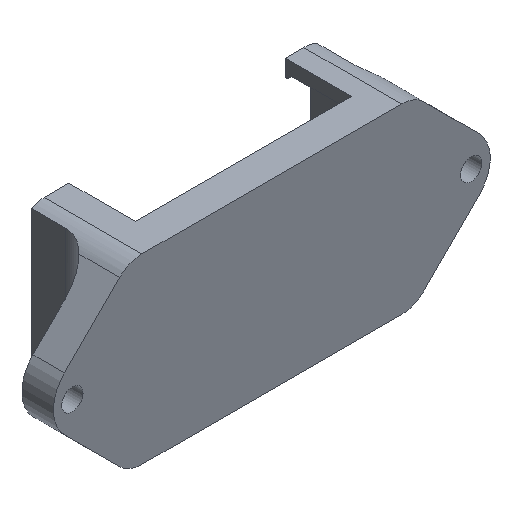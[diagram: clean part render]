
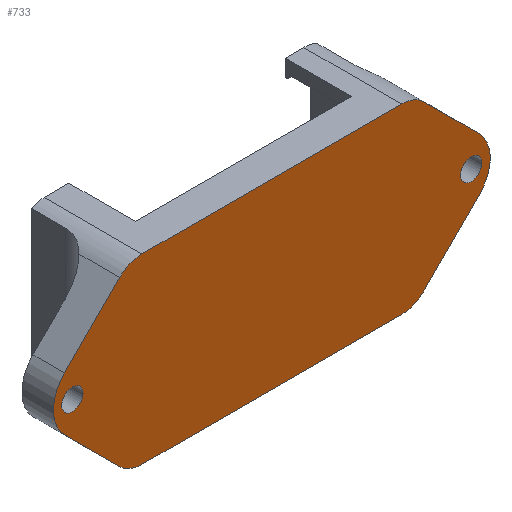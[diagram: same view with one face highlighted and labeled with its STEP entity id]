
A CAD part, isometric view. The second image highlights one B-rep face of the part: STEP entity #733.
In plain terms, the highlighted planar face has unit normal (0, -1, 0).
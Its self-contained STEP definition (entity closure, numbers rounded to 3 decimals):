
#17=FACE_BOUND('',#108,.T.);
#18=FACE_BOUND('',#109,.T.);
#36=PLANE('',#806);
#67=FACE_OUTER_BOUND('',#107,.T.);
#107=EDGE_LOOP('',(#575,#576,#577,#578,#579,#580,#581,#582,#583,#584,#585,
#586));
#108=EDGE_LOOP('',(#587));
#109=EDGE_LOOP('',(#588));
#176=LINE('',#1226,#252);
#177=LINE('',#1230,#253);
#178=LINE('',#1234,#254);
#179=LINE('',#1238,#255);
#180=LINE('',#1242,#256);
#181=LINE('',#1245,#257);
#252=VECTOR('',#958,10.);
#253=VECTOR('',#961,10.);
#254=VECTOR('',#964,10.);
#255=VECTOR('',#967,10.);
#256=VECTOR('',#970,10.);
#257=VECTOR('',#973,10.);
#299=CIRCLE('',#805,5.);
#300=CIRCLE('',#807,5.);
#301=CIRCLE('',#808,6.);
#302=CIRCLE('',#809,5.);
#303=CIRCLE('',#810,5.);
#304=CIRCLE('',#811,6.);
#305=CIRCLE('',#812,1.7);
#306=CIRCLE('',#813,1.7);
#361=VERTEX_POINT('',#1218);
#362=VERTEX_POINT('',#1220);
#363=VERTEX_POINT('',#1225);
#364=VERTEX_POINT('',#1227);
#365=VERTEX_POINT('',#1229);
#366=VERTEX_POINT('',#1231);
#367=VERTEX_POINT('',#1233);
#368=VERTEX_POINT('',#1235);
#369=VERTEX_POINT('',#1237);
#370=VERTEX_POINT('',#1239);
#371=VERTEX_POINT('',#1241);
#372=VERTEX_POINT('',#1243);
#373=VERTEX_POINT('',#1246);
#374=VERTEX_POINT('',#1248);
#446=EDGE_CURVE('',#361,#362,#299,.T.);
#449=EDGE_CURVE('',#361,#363,#176,.T.);
#450=EDGE_CURVE('',#364,#363,#300,.T.);
#451=EDGE_CURVE('',#364,#365,#177,.T.);
#452=EDGE_CURVE('',#366,#365,#301,.T.);
#453=EDGE_CURVE('',#366,#367,#178,.T.);
#454=EDGE_CURVE('',#368,#367,#302,.T.);
#455=EDGE_CURVE('',#368,#369,#179,.T.);
#456=EDGE_CURVE('',#370,#369,#303,.T.);
#457=EDGE_CURVE('',#370,#371,#180,.T.);
#458=EDGE_CURVE('',#372,#371,#304,.T.);
#459=EDGE_CURVE('',#372,#362,#181,.T.);
#460=EDGE_CURVE('',#373,#373,#305,.T.);
#461=EDGE_CURVE('',#374,#374,#306,.T.);
#575=ORIENTED_EDGE('',*,*,#446,.F.);
#576=ORIENTED_EDGE('',*,*,#449,.T.);
#577=ORIENTED_EDGE('',*,*,#450,.F.);
#578=ORIENTED_EDGE('',*,*,#451,.T.);
#579=ORIENTED_EDGE('',*,*,#452,.F.);
#580=ORIENTED_EDGE('',*,*,#453,.T.);
#581=ORIENTED_EDGE('',*,*,#454,.F.);
#582=ORIENTED_EDGE('',*,*,#455,.T.);
#583=ORIENTED_EDGE('',*,*,#456,.F.);
#584=ORIENTED_EDGE('',*,*,#457,.T.);
#585=ORIENTED_EDGE('',*,*,#458,.F.);
#586=ORIENTED_EDGE('',*,*,#459,.T.);
#587=ORIENTED_EDGE('',*,*,#460,.T.);
#588=ORIENTED_EDGE('',*,*,#461,.T.);
#733=ADVANCED_FACE('',(#67,#17,#18),#36,.T.);
#805=AXIS2_PLACEMENT_3D('',#1221,#952,#953);
#806=AXIS2_PLACEMENT_3D('',#1224,#956,#957);
#807=AXIS2_PLACEMENT_3D('',#1228,#959,#960);
#808=AXIS2_PLACEMENT_3D('',#1232,#962,#963);
#809=AXIS2_PLACEMENT_3D('',#1236,#965,#966);
#810=AXIS2_PLACEMENT_3D('',#1240,#968,#969);
#811=AXIS2_PLACEMENT_3D('',#1244,#971,#972);
#812=AXIS2_PLACEMENT_3D('',#1247,#974,#975);
#813=AXIS2_PLACEMENT_3D('',#1249,#976,#977);
#952=DIRECTION('center_axis',(0.,1.,0.));
#953=DIRECTION('ref_axis',(0.383,0.,0.924));
#956=DIRECTION('center_axis',(0.,-1.,0.));
#957=DIRECTION('ref_axis',(0.,0.,-1.));
#958=DIRECTION('',(-1.,0.,0.));
#959=DIRECTION('center_axis',(0.,1.,0.));
#960=DIRECTION('ref_axis',(-0.383,0.,0.924));
#961=DIRECTION('',(-0.707,0.,-0.707));
#962=DIRECTION('center_axis',(0.,1.,0.));
#963=DIRECTION('ref_axis',(-1.,0.,0.));
#964=DIRECTION('',(0.707,0.,-0.707));
#965=DIRECTION('center_axis',(0.,1.,0.));
#966=DIRECTION('ref_axis',(-0.383,0.,-0.924));
#967=DIRECTION('',(1.,0.,0.));
#968=DIRECTION('center_axis',(0.,1.,0.));
#969=DIRECTION('ref_axis',(0.383,0.,-0.924));
#970=DIRECTION('',(0.707,0.,0.707));
#971=DIRECTION('center_axis',(0.,1.,0.));
#972=DIRECTION('ref_axis',(1.,0.,0.));
#973=DIRECTION('',(-0.707,0.,0.707));
#974=DIRECTION('center_axis',(0.,1.,0.));
#975=DIRECTION('ref_axis',(-1.,0.,0.));
#976=DIRECTION('center_axis',(0.,1.,0.));
#977=DIRECTION('ref_axis',(-1.,0.,0.));
#1218=CARTESIAN_POINT('',(43.229,-1.,0.));
#1220=CARTESIAN_POINT('',(46.764,-1.,-1.464));
#1221=CARTESIAN_POINT('Origin',(43.229,-1.,-5.));
#1224=CARTESIAN_POINT('Origin',(22.65,-1.,-14.45));
#1225=CARTESIAN_POINT('',(2.071,-1.,0.));
#1226=CARTESIAN_POINT('',(0.,-1.,0.));
#1227=CARTESIAN_POINT('',(-1.464,-1.,-1.464));
#1228=CARTESIAN_POINT('Origin',(2.071,-1.,-5.));
#1229=CARTESIAN_POINT('',(-10.207,-1.,-10.207));
#1230=CARTESIAN_POINT('',(0.,-1.,0.));
#1231=CARTESIAN_POINT('',(-10.207,-1.,-18.693));
#1232=CARTESIAN_POINT('Origin',(-5.965,-1.,-14.45));
#1233=CARTESIAN_POINT('',(-1.464,-1.,-27.436));
#1234=CARTESIAN_POINT('',(-14.45,-1.,-14.45));
#1235=CARTESIAN_POINT('',(2.071,-1.,-28.9));
#1236=CARTESIAN_POINT('Origin',(2.071,-1.,-23.9));
#1237=CARTESIAN_POINT('',(43.229,-1.,-28.9));
#1238=CARTESIAN_POINT('',(45.3,-1.,-28.9));
#1239=CARTESIAN_POINT('',(46.764,-1.,-27.436));
#1240=CARTESIAN_POINT('Origin',(43.229,-1.,-23.9));
#1241=CARTESIAN_POINT('',(55.507,-1.,-18.693));
#1242=CARTESIAN_POINT('',(45.3,-1.,-28.9));
#1243=CARTESIAN_POINT('',(55.507,-1.,-10.207));
#1244=CARTESIAN_POINT('Origin',(51.265,-1.,-14.45));
#1245=CARTESIAN_POINT('',(59.75,-1.,-14.45));
#1246=CARTESIAN_POINT('',(55.965,-1.,-14.45));
#1247=CARTESIAN_POINT('Origin',(54.265,-1.,-14.45));
#1248=CARTESIAN_POINT('',(-7.265,-1.,-14.45));
#1249=CARTESIAN_POINT('Origin',(-8.965,-1.,-14.45));
